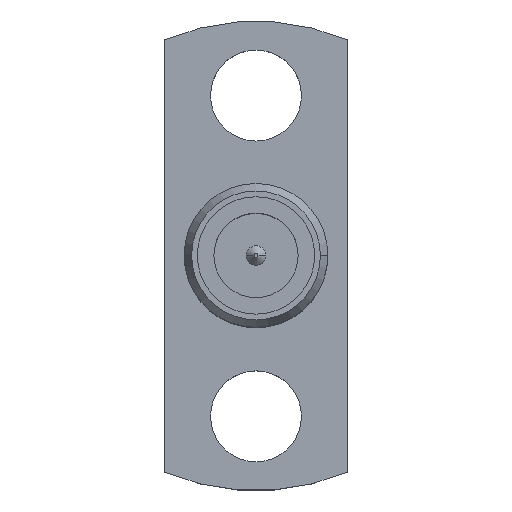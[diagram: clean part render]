
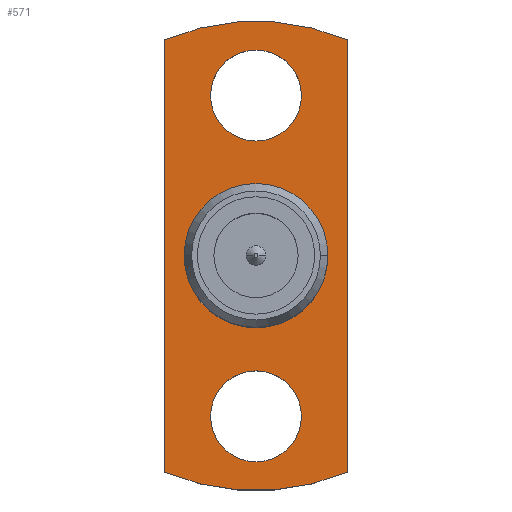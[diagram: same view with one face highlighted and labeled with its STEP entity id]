
A CAD part, top view. The second image highlights one B-rep face of the part: STEP entity #571.
In plain terms, the highlighted planar face has unit normal (0, 0, 1).
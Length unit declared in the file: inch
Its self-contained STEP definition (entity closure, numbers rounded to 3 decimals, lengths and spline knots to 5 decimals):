
#37 = EDGE_CURVE ( 'NONE', #984, #122, #970, .T. ) ;
#39 = VERTEX_POINT ( 'NONE', #832 ) ;
#42 = DIRECTION ( 'NONE',  ( 1., 0., 0. ) ) ;
#45 = CIRCLE ( 'NONE', #585, 0.24 ) ;
#49 = CARTESIAN_POINT ( 'NONE',  ( 0.0465, 0.164, 0. ) ) ;
#63 = AXIS2_PLACEMENT_3D ( 'NONE', #72, #1092, #1292 ) ;
#72 = CARTESIAN_POINT ( 'NONE',  ( 0., 0., 0. ) ) ;
#80 = EDGE_CURVE ( 'NONE', #519, #1276, #583, .T. ) ;
#104 = DIRECTION ( 'NONE',  ( 1., 0., 0. ) ) ;
#108 = LINE ( 'NONE', #991, #1228 ) ;
#122 = VERTEX_POINT ( 'NONE', #123 ) ;
#123 = CARTESIAN_POINT ( 'NONE',  ( -0.07352, 0., 0. ) ) ;
#127 = CARTESIAN_POINT ( 'NONE',  ( 0., -0.164, 0. ) ) ;
#159 = FACE_BOUND ( 'NONE', #600, .T. ) ;
#187 = DIRECTION ( 'NONE',  ( -1., 0., 0. ) ) ;
#195 = DIRECTION ( 'NONE',  ( 1., 0., 0. ) ) ;
#221 = CARTESIAN_POINT ( 'NONE',  ( 0., 0., 0. ) ) ;
#273 = EDGE_CURVE ( 'NONE', #122, #984, #775, .T. ) ;
#289 = VERTEX_POINT ( 'NONE', #642 ) ;
#291 = AXIS2_PLACEMENT_3D ( 'NONE', #987, #402, #195 ) ;
#293 = ORIENTED_EDGE ( 'NONE', *, *, #700, .F. ) ;
#308 = CARTESIAN_POINT ( 'NONE',  ( 0., 0.164, 0. ) ) ;
#357 = AXIS2_PLACEMENT_3D ( 'NONE', #308, #791, #104 ) ;
#398 = DIRECTION ( 'NONE',  ( 0., 1., 0. ) ) ;
#402 = DIRECTION ( 'NONE',  ( 0., 0., 1. ) ) ;
#416 = ORIENTED_EDGE ( 'NONE', *, *, #273, .F. ) ;
#420 = CARTESIAN_POINT ( 'NONE',  ( 0.07352, 0., 0. ) ) ;
#435 = CARTESIAN_POINT ( 'NONE',  ( -0.0935, -0.24, 0. ) ) ;
#438 = EDGE_CURVE ( 'NONE', #39, #857, #510, .T. ) ;
#445 = CARTESIAN_POINT ( 'NONE',  ( 0., 0., 0. ) ) ;
#455 = DIRECTION ( 'NONE',  ( -1., 0., 0. ) ) ;
#460 = DIRECTION ( 'NONE',  ( 0., 0., 1. ) ) ;
#463 = CARTESIAN_POINT ( 'NONE',  ( 0., 0., 0. ) ) ;
#477 = CARTESIAN_POINT ( 'NONE',  ( 0.0465, -0.164, 0. ) ) ;
#486 = PLANE ( 'NONE',  #63 ) ;
#491 = ORIENTED_EDGE ( 'NONE', *, *, #788, .F. ) ;
#510 = CIRCLE ( 'NONE', #794, 0.0465 ) ;
#514 = EDGE_LOOP ( 'NONE', ( #1135, #416 ) ) ;
#519 = VERTEX_POINT ( 'NONE', #856 ) ;
#541 = DIRECTION ( 'NONE',  ( 0., 0., 1. ) ) ;
#544 = VERTEX_POINT ( 'NONE', #49 ) ;
#555 = ORIENTED_EDGE ( 'NONE', *, *, #1204, .F. ) ;
#559 = EDGE_CURVE ( 'NONE', #544, #1236, #1143, .T. ) ;
#567 = CIRCLE ( 'NONE', #357, 0.0465 ) ;
#571 = ADVANCED_FACE ( 'NONE', ( #809, #159, #1012, #1094 ), #486, .F. ) ;
#583 = LINE ( 'NONE', #435, #814 ) ;
#584 = EDGE_CURVE ( 'NONE', #289, #1282, #108, .T. ) ;
#585 = AXIS2_PLACEMENT_3D ( 'NONE', #463, #672, #187 ) ;
#600 = EDGE_LOOP ( 'NONE', ( #555, #870 ) ) ;
#602 = AXIS2_PLACEMENT_3D ( 'NONE', #221, #913, #1006 ) ;
#636 = CARTESIAN_POINT ( 'NONE',  ( -0.0935, -0.22104, 0. ) ) ;
#637 = CARTESIAN_POINT ( 'NONE',  ( 0., -0.164, 0. ) ) ;
#642 = CARTESIAN_POINT ( 'NONE',  ( 0.0935, -0.22104, 0. ) ) ;
#672 = DIRECTION ( 'NONE',  ( 0., 0., -1. ) ) ;
#700 = EDGE_CURVE ( 'NONE', #1236, #544, #567, .T. ) ;
#702 = ORIENTED_EDGE ( 'NONE', *, *, #80, .T. ) ;
#757 = EDGE_LOOP ( 'NONE', ( #1265, #702, #491, #968 ) ) ;
#761 = EDGE_LOOP ( 'NONE', ( #777, #293 ) ) ;
#775 = CIRCLE ( 'NONE', #1175, 0.07352 ) ;
#777 = ORIENTED_EDGE ( 'NONE', *, *, #559, .F. ) ;
#788 = EDGE_CURVE ( 'NONE', #289, #1276, #45, .T. ) ;
#791 = DIRECTION ( 'NONE',  ( 0., 0., 1. ) ) ;
#794 = AXIS2_PLACEMENT_3D ( 'NONE', #637, #1031, #42 ) ;
#809 = FACE_BOUND ( 'NONE', #514, .T. ) ;
#814 = VECTOR ( 'NONE', #840, 39.37008 ) ;
#832 = CARTESIAN_POINT ( 'NONE',  ( -0.0465, -0.164, 0. ) ) ;
#840 = DIRECTION ( 'NONE',  ( 0., -1., 0. ) ) ;
#842 = DIRECTION ( 'NONE',  ( 1., 0., 0. ) ) ;
#851 = CARTESIAN_POINT ( 'NONE',  ( 0.0935, 0.22104, 0. ) ) ;
#856 = CARTESIAN_POINT ( 'NONE',  ( -0.0935, 0.22104, 0. ) ) ;
#857 = VERTEX_POINT ( 'NONE', #477 ) ;
#870 = ORIENTED_EDGE ( 'NONE', *, *, #438, .F. ) ;
#898 = AXIS2_PLACEMENT_3D ( 'NONE', #127, #1126, #842 ) ;
#913 = DIRECTION ( 'NONE',  ( 0., 0., -1. ) ) ;
#933 = EDGE_CURVE ( 'NONE', #519, #1282, #1002, .T. ) ;
#945 = CARTESIAN_POINT ( 'NONE',  ( -0.0465, 0.164, 0. ) ) ;
#968 = ORIENTED_EDGE ( 'NONE', *, *, #584, .T. ) ;
#970 = CIRCLE ( 'NONE', #1118, 0.07352 ) ;
#984 = VERTEX_POINT ( 'NONE', #420 ) ;
#987 = CARTESIAN_POINT ( 'NONE',  ( 0., 0.164, 0. ) ) ;
#991 = CARTESIAN_POINT ( 'NONE',  ( 0.0935, -0.24, 0. ) ) ;
#1000 = CIRCLE ( 'NONE', #898, 0.0465 ) ;
#1002 = CIRCLE ( 'NONE', #602, 0.24 ) ;
#1006 = DIRECTION ( 'NONE',  ( -1., 0., 0. ) ) ;
#1012 = FACE_BOUND ( 'NONE', #761, .T. ) ;
#1031 = DIRECTION ( 'NONE',  ( 0., 0., 1. ) ) ;
#1092 = DIRECTION ( 'NONE',  ( 0., 0., -1. ) ) ;
#1094 = FACE_OUTER_BOUND ( 'NONE', #757, .T. ) ;
#1118 = AXIS2_PLACEMENT_3D ( 'NONE', #1142, #541, #1239 ) ;
#1126 = DIRECTION ( 'NONE',  ( 0., 0., 1. ) ) ;
#1135 = ORIENTED_EDGE ( 'NONE', *, *, #37, .F. ) ;
#1142 = CARTESIAN_POINT ( 'NONE',  ( 0., 0., 0. ) ) ;
#1143 = CIRCLE ( 'NONE', #291, 0.0465 ) ;
#1175 = AXIS2_PLACEMENT_3D ( 'NONE', #445, #460, #455 ) ;
#1204 = EDGE_CURVE ( 'NONE', #857, #39, #1000, .T. ) ;
#1228 = VECTOR ( 'NONE', #398, 39.37008 ) ;
#1236 = VERTEX_POINT ( 'NONE', #945 ) ;
#1239 = DIRECTION ( 'NONE',  ( -1., 0., 0. ) ) ;
#1265 = ORIENTED_EDGE ( 'NONE', *, *, #933, .F. ) ;
#1276 = VERTEX_POINT ( 'NONE', #636 ) ;
#1282 = VERTEX_POINT ( 'NONE', #851 ) ;
#1292 = DIRECTION ( 'NONE',  ( -1., 0., 0. ) ) ;
